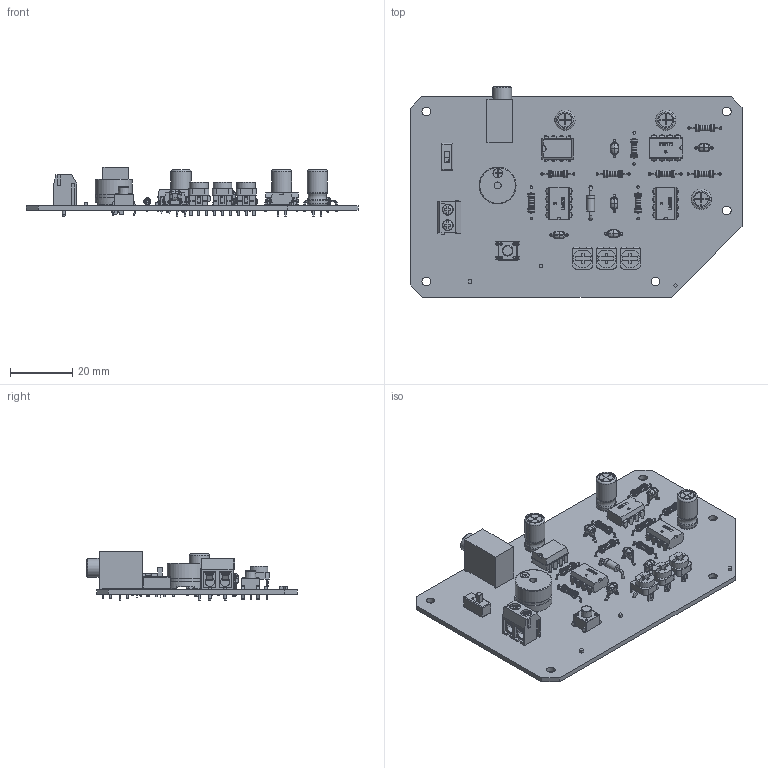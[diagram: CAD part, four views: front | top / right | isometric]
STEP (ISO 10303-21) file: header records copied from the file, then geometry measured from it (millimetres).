
FILE_DESCRIPTION(/* description */ (''),/* implementation_level */ '2;1');
FILE_NAME(/* name */ 'Donkey Sound FX V1 v13.step',/* time_stamp */ '2019-03-25T00:53:12+00:00',/* author */ ('Adam Short'),/* organization */ (''),/* preprocessor_version */ 'ST-DEVELOPER v17.2',/* originating_system */ 'Autodesk Translation Framework v7.6.0.251',/* authorisation */ '');
FILE_SCHEMA (('AUTOMOTIVE_DESIGN { 1 0 10303 214 3 1 1 }'));
Products named in the file (27): Donkey Sound FX V1; PCB Component; Board; 220uF/16V; 1N4007; NE555; Terminais^CI Dip28; Corpo^CI Dip28; CON-AUDIO3533; Component1; +9V; 100K; 100K_1; 6M8; 10K; PUSH-6X6X6; LM386N; 47nF / 0.047uF; SWITCHSLIDE; SPEAKER/AL60P; 270R; 27K; 27R; 2.8D; TSUKURECOPYRIGHT; TSUKURELOGO; TSUKUREQR
Assembly tree (42 placements, depth 4):
  Donkey Sound FX V1
    PCB Component
      Board
      47nF / 0.047uF  x5
      220uF/16V  x3
      1N4007
      NE555  x3
        Terminais^CI Dip28
        Corpo^CI Dip28
      CON-AUDIO3533
        Component1
      +9V
      100K  x3
      100K_1
      6M8
      10K  x3
      PUSH-6X6X6
      LM386N
      SWITCHSLIDE
      SPEAKER/AL60P
      270R
      27K
      27R
      2.8D  x5
      TSUKURECOPYRIGHT
      TSUKURELOGO
      TSUKUREQR
Bounding box: 106.66 x 67.72 x 15.87 mm (x, y, z)
Volume: 15512.2 mm3; surface area: 22723.6 mm2
Topology: 151 solids, 191 shells, 3683 faces, 9121 edges, 5778 vertices
Faces by surface type: plane 1855, cylinder 1074, bspline 465, torus 278, sphere 6, cone 5
Full cylindrical faces by diameter (mm): 0.35 x48, 0.5 x6, 0.6 x2, 0.65 x40, 0.7 x10, 0.71 x4, 0.813 x64, 0.848 x4, 1 x11, 1.016 x6, 1.1 x3, 1.118 x2, 1.321 x2, 1.8 x48, 1.82 x24, 2 x4, 2.1 x2, 2.25 x1, 2.3 x16, 2.32 x16, 2.5 x2, 2.8 x5, 3 x3, 3.2 x2, 3.5 x2, 3.6 x1, 4 x2, 4.5 x6, 4.6 x2, 6 x1
Entity records: 68492 total; most frequent: CARTESIAN_POINT 18703, DIRECTION 9785, ORIENTED_EDGE 9768, EDGE_CURVE 4884, AXIS2_PLACEMENT_3D 3406, VERTEX_POINT 3196, LINE 2973, VECTOR 2973
